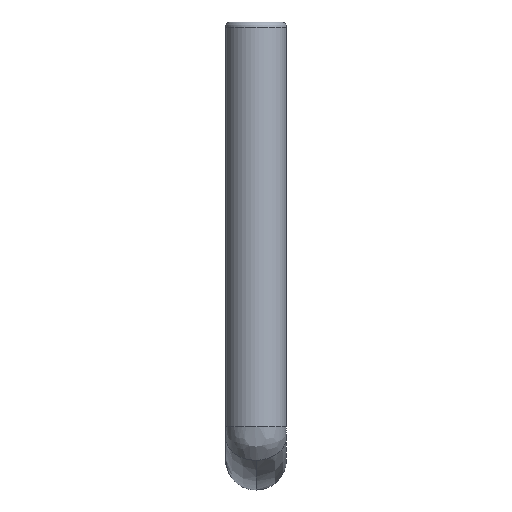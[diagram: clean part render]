
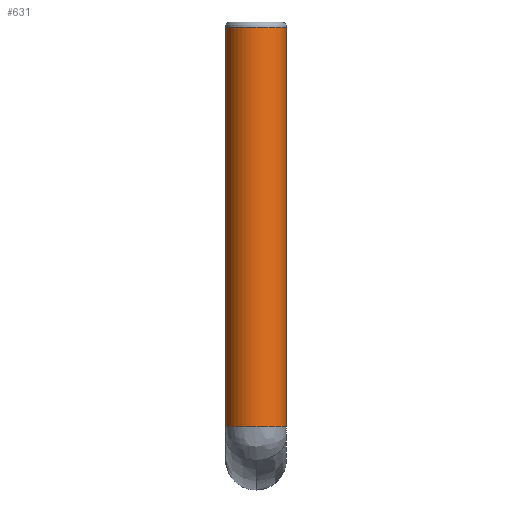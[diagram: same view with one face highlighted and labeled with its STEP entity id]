
A CAD part, left-side view. The second image highlights one B-rep face of the part: STEP entity #631.
In plain terms, the highlighted free-form (B-spline) face has degree [2, 1] with [5, 2] control points.
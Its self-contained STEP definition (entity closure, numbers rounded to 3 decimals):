
#520 = VERTEX_POINT('',#521);
#521 = CARTESIAN_POINT('',(-9.606,4.269,29.768)
  );
#544 = VERTEX_POINT('',#545);
#545 = CARTESIAN_POINT('',(-9.606,0.,29.768));
#553 = EDGE_CURVE('',#520,#544,#554,.T.);
#554 = ( BOUNDED_CURVE() B_SPLINE_CURVE(2,(#555,#556,#557,#558,#559),
.UNSPECIFIED.,.F.,.F.) B_SPLINE_CURVE_WITH_KNOTS((3,2,3),(4.712
,6.283,7.854),.PIECEWISE_BEZIER_KNOTS.) CURVE() 
GEOMETRIC_REPRESENTATION_ITEM() RATIONAL_B_SPLINE_CURVE((1.,
0.707,1.,0.707,1.)) REPRESENTATION_ITEM('') );
#555 = CARTESIAN_POINT('',(-9.606,4.269,29.768)
  );
#556 = CARTESIAN_POINT('',(-11.741,4.269,29.768)
  );
#557 = CARTESIAN_POINT('',(-11.741,2.135,29.768)
  );
#558 = CARTESIAN_POINT('',(-11.741,0.,
    29.768));
#559 = CARTESIAN_POINT('',(-9.606,0.,29.768));
#631 = ADVANCED_FACE('',(#632),#657,.T.);
#632 = FACE_BOUND('',#633,.T.);
#633 = EDGE_LOOP('',(#634,#635,#642,#652));
#634 = ORIENTED_EDGE('',*,*,#553,.F.);
#635 = ORIENTED_EDGE('',*,*,#636,.T.);
#636 = EDGE_CURVE('',#520,#637,#639,.T.);
#637 = VERTEX_POINT('',#638);
#638 = CARTESIAN_POINT('',(-9.606,4.269,1.779));
#639 = B_SPLINE_CURVE_WITH_KNOTS('',1,(#640,#641),.UNSPECIFIED.,.F.,.F.,
  (2,2),(-18.558,5.042),.PIECEWISE_BEZIER_KNOTS.);
#640 = CARTESIAN_POINT('',(-9.606,4.269,29.768)
  );
#641 = CARTESIAN_POINT('',(-9.606,4.269,1.779));
#642 = ORIENTED_EDGE('',*,*,#643,.T.);
#643 = EDGE_CURVE('',#637,#644,#646,.T.);
#644 = VERTEX_POINT('',#645);
#645 = CARTESIAN_POINT('',(-9.606,0.,1.779));
#646 = ( BOUNDED_CURVE() B_SPLINE_CURVE(2,(#647,#648,#649,#650,#651),
.UNSPECIFIED.,.F.,.F.) B_SPLINE_CURVE_WITH_KNOTS((3,2,3),(4.712
,6.283,7.854),.PIECEWISE_BEZIER_KNOTS.) CURVE() 
GEOMETRIC_REPRESENTATION_ITEM() RATIONAL_B_SPLINE_CURVE((1.,
0.707,1.,0.707,1.)) REPRESENTATION_ITEM('') );
#647 = CARTESIAN_POINT('',(-9.606,4.269,1.779));
#648 = CARTESIAN_POINT('',(-11.741,4.269,1.779));
#649 = CARTESIAN_POINT('',(-11.741,2.135,1.779));
#650 = CARTESIAN_POINT('',(-11.741,0.,
    1.779));
#651 = CARTESIAN_POINT('',(-9.606,0.,1.779));
#652 = ORIENTED_EDGE('',*,*,#653,.T.);
#653 = EDGE_CURVE('',#644,#544,#654,.T.);
#654 = B_SPLINE_CURVE_WITH_KNOTS('',1,(#655,#656),.UNSPECIFIED.,.F.,.F.,
  (2,2),(-5.042,18.558),.PIECEWISE_BEZIER_KNOTS.);
#655 = CARTESIAN_POINT('',(-9.606,0.,1.779));
#656 = CARTESIAN_POINT('',(-9.606,0.,29.768));
#657 = ( BOUNDED_SURFACE() B_SPLINE_SURFACE(2,1,(
    (#658,#659)
    ,(#660,#661)
    ,(#662,#663)
    ,(#664,#665)
,(#666,#667
    )),.UNSPECIFIED.,.F.,.F.,.F.) B_SPLINE_SURFACE_WITH_KNOTS((3,2,3),(2
    ,2),(-0.785,0.785,2.356),(-18.558
,5.042),.UNSPECIFIED.) GEOMETRIC_REPRESENTATION_ITEM() 
RATIONAL_B_SPLINE_SURFACE((
    (1.,1.)
    ,(0.707,0.707)
    ,(1.,1.)
    ,(0.707,0.707)
,(1.,1.))) REPRESENTATION_ITEM('') SURFACE() );
#658 = CARTESIAN_POINT('',(-9.606,0.,
    29.768));
#659 = CARTESIAN_POINT('',(-9.606,0.,1.779
    ));
#660 = CARTESIAN_POINT('',(-11.741,0.,
    29.768));
#661 = CARTESIAN_POINT('',(-11.741,0.,
    1.779));
#662 = CARTESIAN_POINT('',(-11.741,2.135,29.768)
  );
#663 = CARTESIAN_POINT('',(-11.741,2.135,1.779));
#664 = CARTESIAN_POINT('',(-11.741,4.269,29.768)
  );
#665 = CARTESIAN_POINT('',(-11.741,4.269,1.779));
#666 = CARTESIAN_POINT('',(-9.606,4.269,29.768)
  );
#667 = CARTESIAN_POINT('',(-9.606,4.269,1.779));
